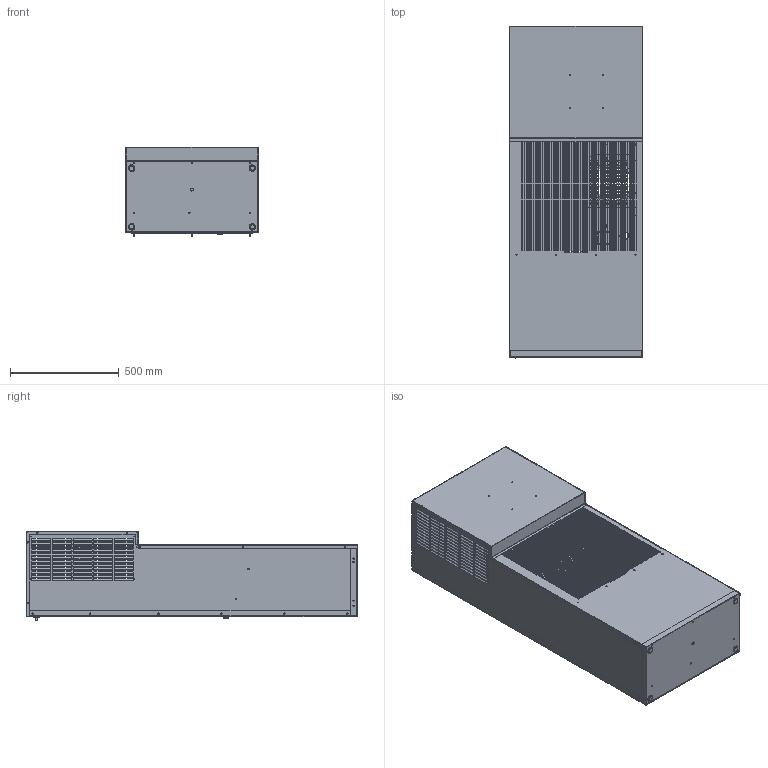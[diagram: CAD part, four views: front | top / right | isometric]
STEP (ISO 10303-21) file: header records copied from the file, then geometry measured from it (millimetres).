
FILE_DESCRIPTION((''),'2;1');
FILE_NAME('STEP-K2NA6C26DP60L.stp', '2013-03-27T15:26:13',('User'),('SDRC'),'I-DEAS Master Series','UNIX','Yes');
FILE_SCHEMA(('CONFIG_CONTROL_DESIGN', 'GEOMETRIC_VALIDATION_PROPERTIES_MIM','SHAPE_APPEARANCE_LAYER_MIM'));
Length unit declared in the file: inch
Bounding box: 613.17 x 1529.04 x 413.79 mm (x, y, z)
Volume: 4366410.1 mm3; surface area: 6958860.4 mm2
Topology: 75 solids, 75 shells, 8175 faces, 23670 edges, 15713 vertices
Faces by surface type: bspline 8175
Entity records: 270408 total; most frequent: CARTESIAN_POINT 104155, ORIENTED_EDGE 47340, EDGE_CURVE 23670, OVER_RIDING_STYLED_ITEM 18235, VERTEX_POINT 15713, QUASI_UNIFORM_CURVE 12612, EDGE_LOOP 11437, B_SPLINE_CURVE_WITH_KNOTS 9688
